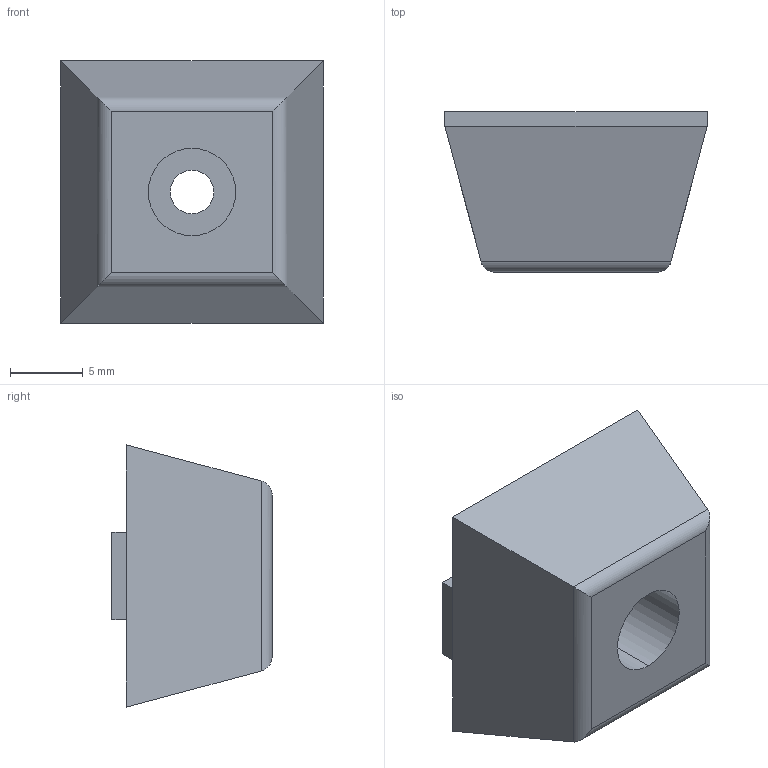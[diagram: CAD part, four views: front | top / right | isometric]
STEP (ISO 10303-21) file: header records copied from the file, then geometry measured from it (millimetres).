
FILE_DESCRIPTION (( 'STEP AP203' ), '1' );
FILE_NAME ('foot.step', '2016-03-08T04:32:36', ( '' ), ( '' ), 'SwSTEP 2.0', 'SolidWorks 2015', '' );
FILE_SCHEMA (( 'CONFIG_CONTROL_DESIGN' ));
Length unit declared in the file: millimetre
Products named in the file (1): foot
Bounding box: 18 x 11 x 18 mm (x, y, z)
Volume: 2226.1 mm3; surface area: 1319.4 mm2
Topology: 1 solids, 1 shells, 21 faces, 46 edges, 28 vertices
Faces by surface type: plane 13, cylinder 8
Entity records: 645 total; most frequent: CARTESIAN_POINT 108, DIRECTION 94, ORIENTED_EDGE 92, EDGE_CURVE 46, VECTOR 34, LINE 34, AXIS2_PLACEMENT_3D 30, VERTEX_POINT 28
